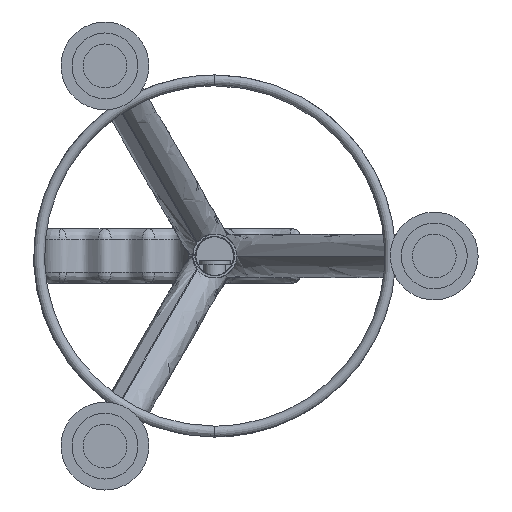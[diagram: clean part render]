
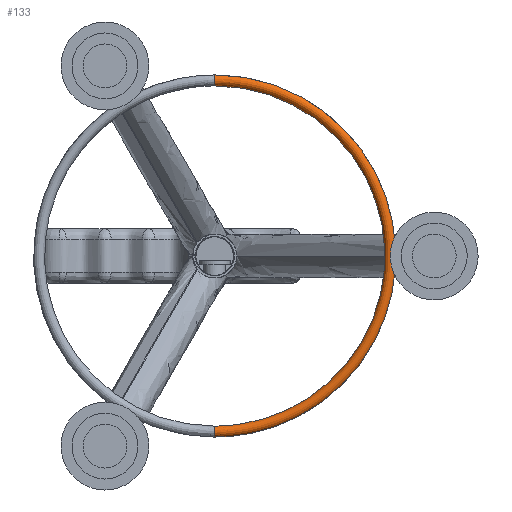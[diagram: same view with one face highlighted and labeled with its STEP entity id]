
A CAD part, front view. The second image highlights one B-rep face of the part: STEP entity #133.
In plain terms, the highlighted free-form (B-spline) face has degree [2, 2] with [5, 5] control points.
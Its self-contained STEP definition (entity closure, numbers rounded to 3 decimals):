
#22 = VERTEX_POINT('',#23);
#23 = CARTESIAN_POINT('',(258.601,118.976,516.686
    ));
#24 = VERTEX_POINT('',#25);
#25 = CARTESIAN_POINT('',(258.601,118.976,523.44
    ));
#34 = VERTEX_POINT('',#35);
#35 = CARTESIAN_POINT('',(258.601,118.976,739.551
    ));
#44 = VERTEX_POINT('',#45);
#45 = CARTESIAN_POINT('',(258.601,118.976,732.798
    ));
#91 = EDGE_CURVE('',#34,#22,#92,.T.);
#92 = ( BOUNDED_CURVE() B_SPLINE_CURVE(2,(#93,#94,#95,#96,#97),
.UNSPECIFIED.,.F.,.F.) B_SPLINE_CURVE_WITH_KNOTS((3,2,3),(0.,
1.571,3.142),.PIECEWISE_BEZIER_KNOTS.) CURVE() 
GEOMETRIC_REPRESENTATION_ITEM() RATIONAL_B_SPLINE_CURVE((1.,
0.707,1.,0.707,1.)) REPRESENTATION_ITEM('') );
#93 = CARTESIAN_POINT('',(258.601,118.976,739.551
    ));
#94 = CARTESIAN_POINT('',(370.033,118.976,
    739.551));
#95 = CARTESIAN_POINT('',(370.033,118.976,
    628.119));
#96 = CARTESIAN_POINT('',(370.033,118.976,
    516.686));
#97 = CARTESIAN_POINT('',(258.601,118.976,516.686
    ));
#100 = EDGE_CURVE('',#44,#24,#101,.T.);
#101 = ( BOUNDED_CURVE() B_SPLINE_CURVE(2,(#102,#103,#104,#105,#106),
.UNSPECIFIED.,.F.,.F.) B_SPLINE_CURVE_WITH_KNOTS((3,2,3),(0.,
1.571,3.142),.PIECEWISE_BEZIER_KNOTS.) CURVE() 
GEOMETRIC_REPRESENTATION_ITEM() RATIONAL_B_SPLINE_CURVE((1.,
0.707,1.,0.707,1.)) REPRESENTATION_ITEM('') );
#102 = CARTESIAN_POINT('',(258.601,118.976,
    732.798));
#103 = CARTESIAN_POINT('',(363.279,118.976,
    732.798));
#104 = CARTESIAN_POINT('',(363.279,118.976,
    628.119));
#105 = CARTESIAN_POINT('',(363.279,118.976,
    523.44));
#106 = CARTESIAN_POINT('',(258.601,118.976,
    523.44));
#133 = ADVANCED_FACE('',(#134),#154,.T.);
#134 = FACE_BOUND('',#135,.T.);
#135 = EDGE_LOOP('',(#136,#137,#145,#146));
#136 = ORIENTED_EDGE('',*,*,#91,.F.);
#137 = ORIENTED_EDGE('',*,*,#138,.F.);
#138 = EDGE_CURVE('',#44,#34,#139,.T.);
#139 = ( BOUNDED_CURVE() B_SPLINE_CURVE(2,(#140,#141,#142,#143,#144),
.UNSPECIFIED.,.F.,.F.) B_SPLINE_CURVE_WITH_KNOTS((3,2,3),(3.142,
4.712,6.283),.PIECEWISE_BEZIER_KNOTS.) CURVE() 
GEOMETRIC_REPRESENTATION_ITEM() RATIONAL_B_SPLINE_CURVE((1.,
0.707,1.,0.707,1.)) REPRESENTATION_ITEM('') );
#140 = CARTESIAN_POINT('',(258.601,118.976,
    732.798));
#141 = CARTESIAN_POINT('',(258.601,115.599,
    732.798));
#142 = CARTESIAN_POINT('',(258.601,115.599,
    736.174));
#143 = CARTESIAN_POINT('',(258.601,115.599,
    739.551));
#144 = CARTESIAN_POINT('',(258.601,118.976,
    739.551));
#145 = ORIENTED_EDGE('',*,*,#100,.T.);
#146 = ORIENTED_EDGE('',*,*,#147,.T.);
#147 = EDGE_CURVE('',#24,#22,#148,.T.);
#148 = ( BOUNDED_CURVE() B_SPLINE_CURVE(2,(#149,#150,#151,#152,#153),
.UNSPECIFIED.,.F.,.F.) B_SPLINE_CURVE_WITH_KNOTS((3,2,3),(3.142,
4.712,6.283),.PIECEWISE_BEZIER_KNOTS.) CURVE() 
GEOMETRIC_REPRESENTATION_ITEM() RATIONAL_B_SPLINE_CURVE((1.,
0.707,1.,0.707,1.)) REPRESENTATION_ITEM('') );
#149 = CARTESIAN_POINT('',(258.601,118.976,
    523.44));
#150 = CARTESIAN_POINT('',(258.601,115.599,
    523.44));
#151 = CARTESIAN_POINT('',(258.601,115.599,
    520.063));
#152 = CARTESIAN_POINT('',(258.601,115.599,
    516.686));
#153 = CARTESIAN_POINT('',(258.601,118.976,
    516.686));
#154 = ( BOUNDED_SURFACE() B_SPLINE_SURFACE(2,2,(
    (#155,#156,#157,#158,#159)
    ,(#160,#161,#162,#163,#164)
    ,(#165,#166,#167,#168,#169)
    ,(#170,#171,#172,#173,#174)
    ,(#175,#176,#177,#178,#179
)),.UNSPECIFIED.,.F.,.F.,.F.) B_SPLINE_SURFACE_WITH_KNOTS((3,2,3),(3,2,3
    ),(0.,1.571,3.142),(3.142,4.712,
    6.283),.PIECEWISE_BEZIER_KNOTS.) 
GEOMETRIC_REPRESENTATION_ITEM() RATIONAL_B_SPLINE_SURFACE((
    (1.,0.707,1.,0.707,1.)
    ,(0.707,0.5,0.707,0.5,0.707)
    ,(1.,0.707,1.,0.707,1.)
    ,(0.707,0.5,0.707,0.5,0.707)
,(1.,0.707,1.,0.707,1.
))) REPRESENTATION_ITEM('') SURFACE() );
#155 = CARTESIAN_POINT('',(258.601,118.976,
    732.798));
#156 = CARTESIAN_POINT('',(258.601,115.599,
    732.798));
#157 = CARTESIAN_POINT('',(258.601,115.599,
    736.174));
#158 = CARTESIAN_POINT('',(258.601,115.599,
    739.551));
#159 = CARTESIAN_POINT('',(258.601,118.976,
    739.551));
#160 = CARTESIAN_POINT('',(363.279,118.976,
    732.798));
#161 = CARTESIAN_POINT('',(363.279,115.599,
    732.798));
#162 = CARTESIAN_POINT('',(366.656,115.599,
    736.174));
#163 = CARTESIAN_POINT('',(370.033,115.599,
    739.551));
#164 = CARTESIAN_POINT('',(370.033,118.976,
    739.551));
#165 = CARTESIAN_POINT('',(363.279,118.976,
    628.119));
#166 = CARTESIAN_POINT('',(363.279,115.599,
    628.119));
#167 = CARTESIAN_POINT('',(366.656,115.599,
    628.119));
#168 = CARTESIAN_POINT('',(370.033,115.599,
    628.119));
#169 = CARTESIAN_POINT('',(370.033,118.976,
    628.119));
#170 = CARTESIAN_POINT('',(363.279,118.976,
    523.44));
#171 = CARTESIAN_POINT('',(363.279,115.599,
    523.44));
#172 = CARTESIAN_POINT('',(366.656,115.599,
    520.063));
#173 = CARTESIAN_POINT('',(370.033,115.599,
    516.686));
#174 = CARTESIAN_POINT('',(370.033,118.976,
    516.686));
#175 = CARTESIAN_POINT('',(258.601,118.976,
    523.44));
#176 = CARTESIAN_POINT('',(258.601,115.599,
    523.44));
#177 = CARTESIAN_POINT('',(258.601,115.599,
    520.063));
#178 = CARTESIAN_POINT('',(258.601,115.599,
    516.686));
#179 = CARTESIAN_POINT('',(258.601,118.976,
    516.686));
